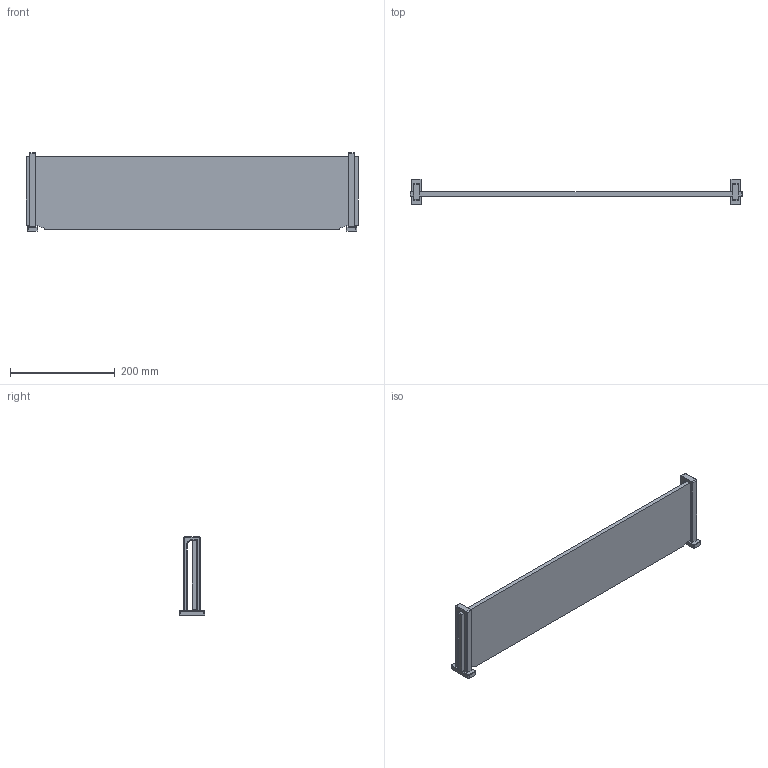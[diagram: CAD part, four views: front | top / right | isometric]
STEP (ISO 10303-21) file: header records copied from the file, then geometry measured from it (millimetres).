
FILE_DESCRIPTION((''),'2;1');
FILE_NAME('3018T-24','2021-12-20T11:27:34',('jinson.thomas'),(''),'CREO PARAMETRIC BY PTC INC, 2018400','CREO PARAMETRIC BY PTC INC, 2018400','');
FILE_SCHEMA(('CONFIG_CONTROL_DESIGN'));
Length unit declared in the file: inch
Products named in the file (1): 3018T-24
Bounding box: 635 x 48.11 x 149.94 mm (x, y, z)
Volume: 765645.3 mm3; surface area: 216051.5 mm2
Topology: 1 solids, 1 shells, 118 faces, 300 edges, 184 vertices
Faces by surface type: cylinder 56, plane 38, bspline 14, torus 10
Entity records: 3778 total; most frequent: CARTESIAN_POINT 848, DIRECTION 636, ORIENTED_EDGE 600, EDGE_CURVE 300, AXIS2_PLACEMENT_3D 240, VERTEX_POINT 184, VECTOR 156, LINE 156
